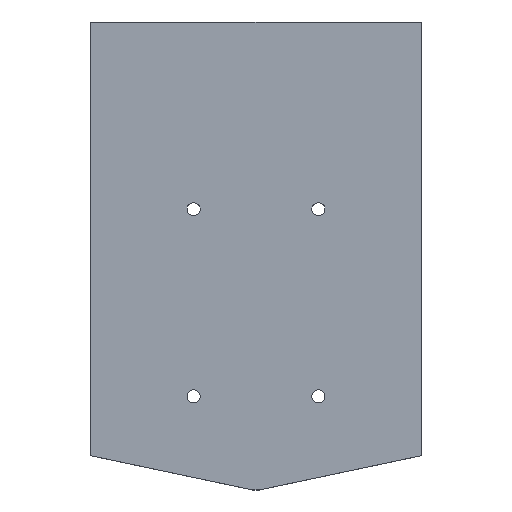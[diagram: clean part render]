
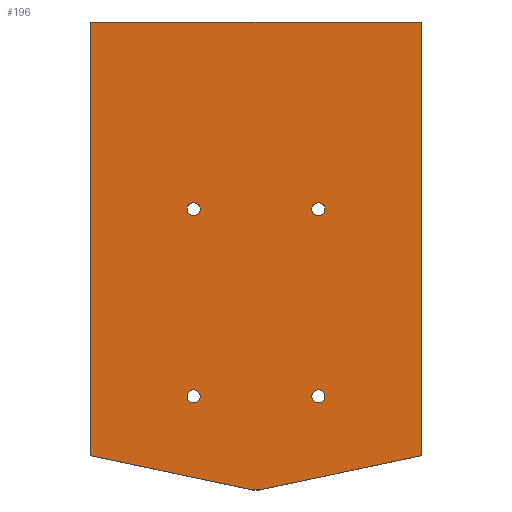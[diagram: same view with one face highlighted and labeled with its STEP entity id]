
A CAD part, top view. The second image highlights one B-rep face of the part: STEP entity #196.
In plain terms, the highlighted planar face has unit normal (0, 0, 1).
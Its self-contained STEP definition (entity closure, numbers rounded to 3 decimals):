
#32 = VERTEX_POINT('',#33);
#33 = CARTESIAN_POINT('',(52.,-10.,14.5));
#39 = EDGE_CURVE('',#32,#40,#42,.T.);
#40 = VERTEX_POINT('',#41);
#41 = CARTESIAN_POINT('',(54.,-10.,14.5));
#42 = LINE('',#43,#44);
#43 = CARTESIAN_POINT('',(0.,-10.,14.5));
#44 = VECTOR('',#45,1.);
#45 = DIRECTION('',(1.,0.,0.));
#154 = EDGE_CURVE('',#32,#155,#157,.T.);
#155 = VERTEX_POINT('',#156);
#156 = CARTESIAN_POINT('',(0.,1.,14.5));
#157 = LINE('',#158,#159);
#158 = CARTESIAN_POINT('',(32.005,-5.77,14.5));
#159 = VECTOR('',#160,1.);
#160 = DIRECTION('',(-0.978,0.207,0.));
#178 = EDGE_CURVE('',#40,#179,#181,.T.);
#179 = VERTEX_POINT('',#180);
#180 = CARTESIAN_POINT('',(106.,1.,14.5));
#181 = LINE('',#182,#183);
#182 = CARTESIAN_POINT('',(73.995,-5.77,14.5));
#183 = VECTOR('',#184,1.);
#184 = DIRECTION('',(0.978,0.207,0.));
#196 = ADVANCED_FACE('',(#197,#224,#235,#246,#257),#268,.T.);
#197 = FACE_BOUND('',#198,.T.);
#198 = EDGE_LOOP('',(#199,#200,#201,#209,#217,#223));
#199 = ORIENTED_EDGE('',*,*,#39,.T.);
#200 = ORIENTED_EDGE('',*,*,#178,.T.);
#201 = ORIENTED_EDGE('',*,*,#202,.T.);
#202 = EDGE_CURVE('',#179,#203,#205,.T.);
#203 = VERTEX_POINT('',#204);
#204 = CARTESIAN_POINT('',(106.,140.,14.5));
#205 = LINE('',#206,#207);
#206 = CARTESIAN_POINT('',(106.,-10.,14.5));
#207 = VECTOR('',#208,1.);
#208 = DIRECTION('',(0.,1.,0.));
#209 = ORIENTED_EDGE('',*,*,#210,.T.);
#210 = EDGE_CURVE('',#203,#211,#213,.T.);
#211 = VERTEX_POINT('',#212);
#212 = CARTESIAN_POINT('',(0.,140.,14.5));
#213 = LINE('',#214,#215);
#214 = CARTESIAN_POINT('',(106.,140.,14.5));
#215 = VECTOR('',#216,1.);
#216 = DIRECTION('',(-1.,0.,0.));
#217 = ORIENTED_EDGE('',*,*,#218,.T.);
#218 = EDGE_CURVE('',#211,#155,#219,.T.);
#219 = LINE('',#220,#221);
#220 = CARTESIAN_POINT('',(0.,140.,14.5));
#221 = VECTOR('',#222,1.);
#222 = DIRECTION('',(0.,-1.,0.));
#223 = ORIENTED_EDGE('',*,*,#154,.F.);
#224 = FACE_BOUND('',#225,.F.);
#225 = EDGE_LOOP('',(#226));
#226 = ORIENTED_EDGE('',*,*,#227,.T.);
#227 = EDGE_CURVE('',#228,#228,#230,.T.);
#228 = VERTEX_POINT('',#229);
#229 = CARTESIAN_POINT('',(35.1,20.,14.5));
#230 = CIRCLE('',#231,2.1);
#231 = AXIS2_PLACEMENT_3D('',#232,#233,#234);
#232 = CARTESIAN_POINT('',(33.,20.,14.5));
#233 = DIRECTION('',(0.,0.,1.));
#234 = DIRECTION('',(1.,0.,0.));
#235 = FACE_BOUND('',#236,.F.);
#236 = EDGE_LOOP('',(#237));
#237 = ORIENTED_EDGE('',*,*,#238,.T.);
#238 = EDGE_CURVE('',#239,#239,#241,.T.);
#239 = VERTEX_POINT('',#240);
#240 = CARTESIAN_POINT('',(35.1,80.,14.5));
#241 = CIRCLE('',#242,2.1);
#242 = AXIS2_PLACEMENT_3D('',#243,#244,#245);
#243 = CARTESIAN_POINT('',(33.,80.,14.5));
#244 = DIRECTION('',(0.,0.,1.));
#245 = DIRECTION('',(1.,0.,0.));
#246 = FACE_BOUND('',#247,.F.);
#247 = EDGE_LOOP('',(#248));
#248 = ORIENTED_EDGE('',*,*,#249,.T.);
#249 = EDGE_CURVE('',#250,#250,#252,.T.);
#250 = VERTEX_POINT('',#251);
#251 = CARTESIAN_POINT('',(75.1,20.,14.5));
#252 = CIRCLE('',#253,2.1);
#253 = AXIS2_PLACEMENT_3D('',#254,#255,#256);
#254 = CARTESIAN_POINT('',(73.,20.,14.5));
#255 = DIRECTION('',(0.,0.,1.));
#256 = DIRECTION('',(1.,0.,0.));
#257 = FACE_BOUND('',#258,.F.);
#258 = EDGE_LOOP('',(#259));
#259 = ORIENTED_EDGE('',*,*,#260,.T.);
#260 = EDGE_CURVE('',#261,#261,#263,.T.);
#261 = VERTEX_POINT('',#262);
#262 = CARTESIAN_POINT('',(75.1,80.,14.5));
#263 = CIRCLE('',#264,2.1);
#264 = AXIS2_PLACEMENT_3D('',#265,#266,#267);
#265 = CARTESIAN_POINT('',(73.,80.,14.5));
#266 = DIRECTION('',(0.,0.,1.));
#267 = DIRECTION('',(1.,0.,0.));
#268 = PLANE('',#269);
#269 = AXIS2_PLACEMENT_3D('',#270,#271,#272);
#270 = CARTESIAN_POINT('',(53.,63.822,14.5));
#271 = DIRECTION('',(0.,0.,1.));
#272 = DIRECTION('',(1.,0.,0.));
